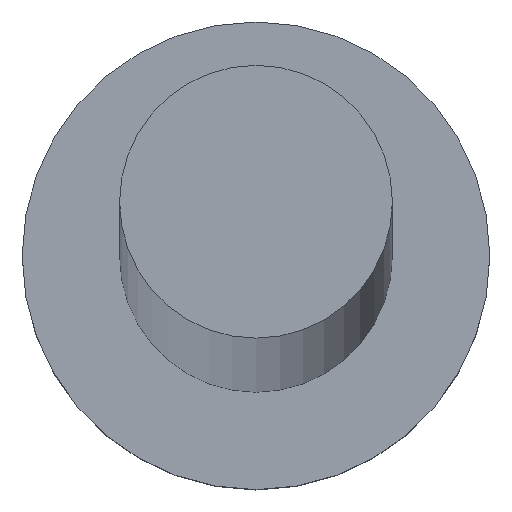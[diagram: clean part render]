
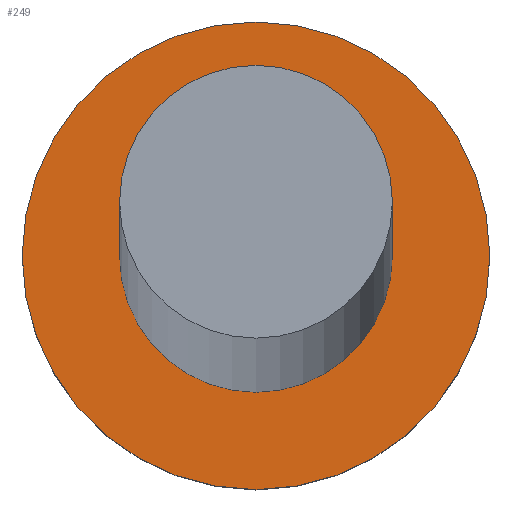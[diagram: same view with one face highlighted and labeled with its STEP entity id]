
A CAD part, top view. The second image highlights one B-rep face of the part: STEP entity #249.
In plain terms, the highlighted planar face has unit normal (0, 0, 1).
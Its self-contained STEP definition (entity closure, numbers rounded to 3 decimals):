
#3 = EDGE_LOOP ( 'NONE', ( #134, #197 ) ) ;
#7 = CARTESIAN_POINT ( 'NONE',  ( 0., 0., 5. ) ) ;
#15 = CIRCLE ( 'NONE', #228, 3.5 ) ;
#16 = CARTESIAN_POINT ( 'NONE',  ( 6., 0., 5. ) ) ;
#20 = CARTESIAN_POINT ( 'NONE',  ( -3.5, 0., 5. ) ) ;
#34 = DIRECTION ( 'NONE',  ( 0., 0., 1. ) ) ;
#40 = VERTEX_POINT ( 'NONE', #16 ) ;
#53 = DIRECTION ( 'NONE',  ( 1., 0., 0. ) ) ;
#61 = CARTESIAN_POINT ( 'NONE',  ( 0., 0., 5. ) ) ;
#68 = AXIS2_PLACEMENT_3D ( 'NONE', #164, #245, #70 ) ;
#70 = DIRECTION ( 'NONE',  ( 1., 0., 0. ) ) ;
#77 = VERTEX_POINT ( 'NONE', #189 ) ;
#80 = VERTEX_POINT ( 'NONE', #20 ) ;
#85 = PLANE ( 'NONE',  #68 ) ;
#89 = EDGE_CURVE ( 'NONE', #80, #77, #15, .T. ) ;
#90 = CIRCLE ( 'NONE', #254, 3.5 ) ;
#91 = DIRECTION ( 'NONE',  ( 0., 0., 1. ) ) ;
#98 = DIRECTION ( 'NONE',  ( 0., 0., 1. ) ) ;
#101 = DIRECTION ( 'NONE',  ( 1., 0., 0. ) ) ;
#113 = DIRECTION ( 'NONE',  ( 1., 0., 0. ) ) ;
#121 = EDGE_CURVE ( 'NONE', #251, #40, #169, .T. ) ;
#131 = AXIS2_PLACEMENT_3D ( 'NONE', #198, #34, #101 ) ;
#134 = ORIENTED_EDGE ( 'NONE', *, *, #121, .T. ) ;
#138 = AXIS2_PLACEMENT_3D ( 'NONE', #7, #98, #113 ) ;
#141 = CARTESIAN_POINT ( 'NONE',  ( -6., 0., 5. ) ) ;
#160 = CARTESIAN_POINT ( 'NONE',  ( 0., 0., 5. ) ) ;
#164 = CARTESIAN_POINT ( 'NONE',  ( 0., 0., 5. ) ) ;
#169 = CIRCLE ( 'NONE', #138, 6. ) ;
#171 = ORIENTED_EDGE ( 'NONE', *, *, #89, .F. ) ;
#173 = CIRCLE ( 'NONE', #131, 6. ) ;
#179 = FACE_BOUND ( 'NONE', #248, .T. ) ;
#182 = FACE_OUTER_BOUND ( 'NONE', #3, .T. ) ;
#189 = CARTESIAN_POINT ( 'NONE',  ( 3.5, 0., 5. ) ) ;
#197 = ORIENTED_EDGE ( 'NONE', *, *, #231, .T. ) ;
#198 = CARTESIAN_POINT ( 'NONE',  ( 0., 0., 5. ) ) ;
#207 = DIRECTION ( 'NONE',  ( 1., 0., 0. ) ) ;
#216 = ORIENTED_EDGE ( 'NONE', *, *, #226, .F. ) ;
#220 = DIRECTION ( 'NONE',  ( 0., 0., 1. ) ) ;
#226 = EDGE_CURVE ( 'NONE', #77, #80, #90, .T. ) ;
#228 = AXIS2_PLACEMENT_3D ( 'NONE', #61, #91, #207 ) ;
#231 = EDGE_CURVE ( 'NONE', #40, #251, #173, .T. ) ;
#245 = DIRECTION ( 'NONE',  ( 0., 0., 1. ) ) ;
#248 = EDGE_LOOP ( 'NONE', ( #171, #216 ) ) ;
#249 = ADVANCED_FACE ( 'NONE', ( #179, #182 ), #85, .T. ) ;
#251 = VERTEX_POINT ( 'NONE', #141 ) ;
#254 = AXIS2_PLACEMENT_3D ( 'NONE', #160, #220, #53 ) ;
